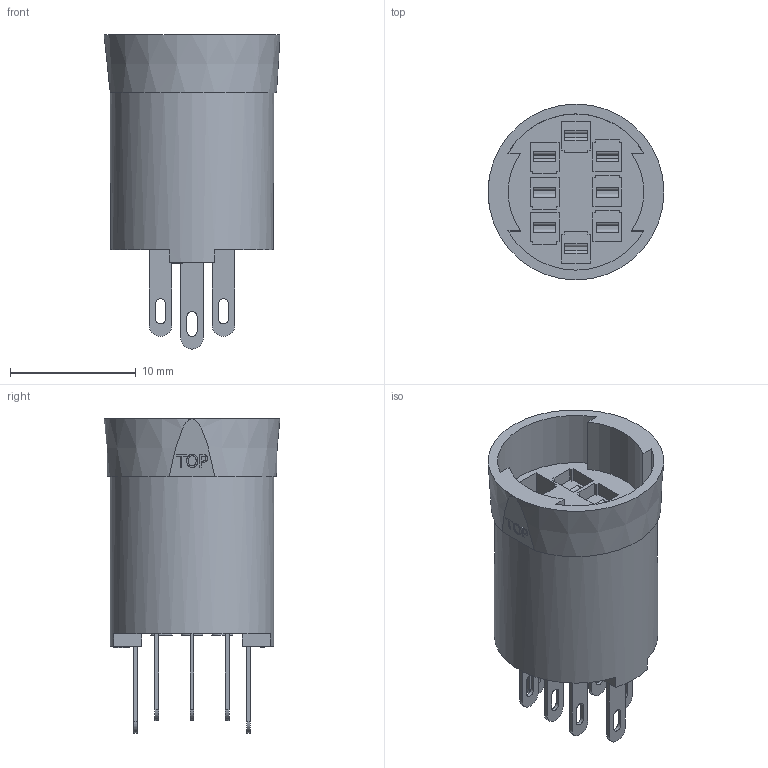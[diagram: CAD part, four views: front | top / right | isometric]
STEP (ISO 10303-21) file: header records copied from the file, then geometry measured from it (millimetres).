
FILE_DESCRIPTION(/* description */ ('','CAx-IF Rec.Pracs.---Representation and Presentation of Product Manufacturing Information (PMI)---4.0---2014-10-13'),/* implementation_level */ '2;1');
FILE_NAME(/* name */ 'PVP3SD3.stp',/* time_stamp */ '2019-06-11T08:37:03-05:00',/* author */ ('mroman'),/* organization */ (''),/* preprocessor_version */ 'ST-DEVELOPER v17',/* originating_system */ 'Autodesk Inventor 2018',/* authorisation */ '');
FILE_SCHEMA (('AP242_MANAGED_MODEL_BASED_3D_ENGINEERING_MIM_LF { 1 0 10303 442 1 1 4 }'));
Length unit declared in the file: millimetre
Products named in the file (1): PVP3SD3
Bounding box: 14 x 14 x 25 mm (x, y, z)
Volume: 1753.7 mm3; surface area: 1916.7 mm2
Topology: 1 solids, 1 shells, 407 faces, 1105 edges, 736 vertices
Faces by surface type: plane 312, bspline 49, cylinder 45, cone 1
Full cylindrical faces by diameter (mm): 13 x1
Entity records: 13201 total; most frequent: CARTESIAN_POINT 2984, ORIENTED_EDGE 2210, DIRECTION 1858, EDGE_CURVE 1105, LINE 908, VECTOR 908, VERTEX_POINT 736, AXIS2_PLACEMENT_3D 479
